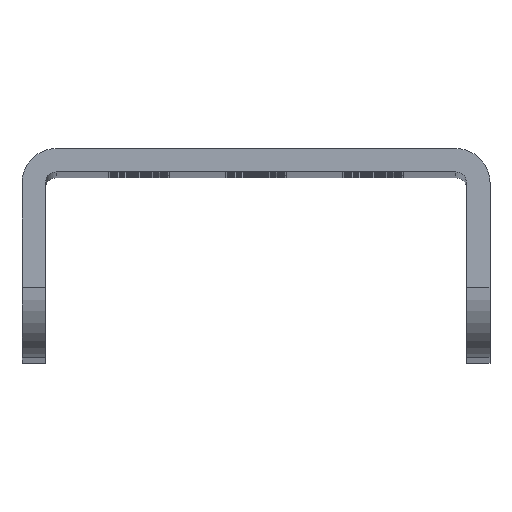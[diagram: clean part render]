
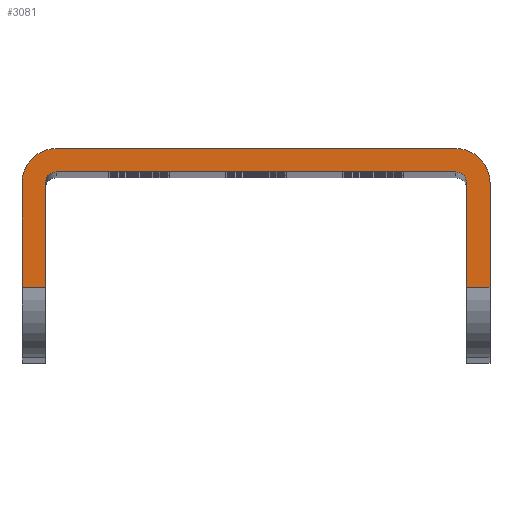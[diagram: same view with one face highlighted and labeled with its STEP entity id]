
A CAD part, top view. The second image highlights one B-rep face of the part: STEP entity #3081.
In plain terms, the highlighted planar face has unit normal (0, 0, 1).
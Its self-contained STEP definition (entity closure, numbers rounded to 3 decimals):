
#604=FACE_OUTER_BOUND('',#767,.T.);
#767=EDGE_LOOP('',(#2406,#2407,#2408,#2409,#2410,#2411,#2412,#2413,#2414,
#2415,#2416,#2417));
#1368=CIRCLE('',#3251,2.34);
#1369=CIRCLE('',#3252,2.34);
#1370=CIRCLE('',#3253,0.74);
#1371=CIRCLE('',#3254,0.74);
#1678=LINE('',#4715,#1710);
#1679=LINE('',#4717,#1711);
#1680=LINE('',#4721,#1712);
#1681=LINE('',#4725,#1713);
#1682=LINE('',#4727,#1714);
#1683=LINE('',#4729,#1715);
#1684=LINE('',#4733,#1716);
#1685=LINE('',#4736,#1717);
#1710=VECTOR('',#3736,1.6);
#1711=VECTOR('',#3737,7.16);
#1712=VECTOR('',#3740,27.32);
#1713=VECTOR('',#3743,7.16);
#1714=VECTOR('',#3744,1.6);
#1715=VECTOR('',#3745,7.16);
#1716=VECTOR('',#3748,27.32);
#1717=VECTOR('',#3751,7.16);
#1746=VERTEX_POINT('',#4713);
#1747=VERTEX_POINT('',#4714);
#1748=VERTEX_POINT('',#4716);
#1749=VERTEX_POINT('',#4718);
#1750=VERTEX_POINT('',#4720);
#1751=VERTEX_POINT('',#4722);
#1752=VERTEX_POINT('',#4724);
#1753=VERTEX_POINT('',#4726);
#1754=VERTEX_POINT('',#4728);
#1755=VERTEX_POINT('',#4730);
#1756=VERTEX_POINT('',#4732);
#1757=VERTEX_POINT('',#4734);
#2068=EDGE_CURVE('',#1746,#1747,#1678,.T.);
#2069=EDGE_CURVE('',#1747,#1748,#1679,.T.);
#2070=EDGE_CURVE('',#1748,#1749,#1368,.T.);
#2071=EDGE_CURVE('',#1749,#1750,#1680,.T.);
#2072=EDGE_CURVE('',#1750,#1751,#1369,.T.);
#2073=EDGE_CURVE('',#1751,#1752,#1681,.T.);
#2074=EDGE_CURVE('',#1752,#1753,#1682,.T.);
#2075=EDGE_CURVE('',#1753,#1754,#1683,.T.);
#2076=EDGE_CURVE('',#1754,#1755,#1370,.T.);
#2077=EDGE_CURVE('',#1755,#1756,#1684,.T.);
#2078=EDGE_CURVE('',#1756,#1757,#1371,.T.);
#2079=EDGE_CURVE('',#1757,#1746,#1685,.T.);
#2406=ORIENTED_EDGE('',*,*,#2068,.T.);
#2407=ORIENTED_EDGE('',*,*,#2069,.T.);
#2408=ORIENTED_EDGE('',*,*,#2070,.T.);
#2409=ORIENTED_EDGE('',*,*,#2071,.T.);
#2410=ORIENTED_EDGE('',*,*,#2072,.T.);
#2411=ORIENTED_EDGE('',*,*,#2073,.T.);
#2412=ORIENTED_EDGE('',*,*,#2074,.T.);
#2413=ORIENTED_EDGE('',*,*,#2075,.T.);
#2414=ORIENTED_EDGE('',*,*,#2076,.T.);
#2415=ORIENTED_EDGE('',*,*,#2077,.T.);
#2416=ORIENTED_EDGE('',*,*,#2078,.T.);
#2417=ORIENTED_EDGE('',*,*,#2079,.T.);
#3071=PLANE('',#3250);
#3081=ADVANCED_FACE('',(#604),#3071,.T.);
#3250=AXIS2_PLACEMENT_3D('',#4712,#3734,#3735);
#3251=AXIS2_PLACEMENT_3D('',#4719,#3738,#3739);
#3252=AXIS2_PLACEMENT_3D('',#4723,#3741,#3742);
#3253=AXIS2_PLACEMENT_3D('',#4731,#3746,#3747);
#3254=AXIS2_PLACEMENT_3D('',#4735,#3749,#3750);
#3734=DIRECTION('center_axis',(0.,0.,1.));
#3735=DIRECTION('ref_axis',(1.,0.,0.));
#3736=DIRECTION('',(1.,0.,0.));
#3737=DIRECTION('',(0.,1.,0.));
#3738=DIRECTION('center_axis',(0.,0.,1.));
#3739=DIRECTION('ref_axis',(1.,0.,0.));
#3740=DIRECTION('',(-1.,0.,0.));
#3741=DIRECTION('center_axis',(0.,0.,1.));
#3742=DIRECTION('ref_axis',(0.,1.,0.));
#3743=DIRECTION('',(0.,-1.,0.));
#3744=DIRECTION('',(1.,0.,0.));
#3745=DIRECTION('',(0.,1.,0.));
#3746=DIRECTION('center_axis',(0.,0.,-1.));
#3747=DIRECTION('ref_axis',(-1.,0.,0.));
#3748=DIRECTION('',(1.,0.,0.));
#3749=DIRECTION('center_axis',(0.,0.,-1.));
#3750=DIRECTION('ref_axis',(0.,1.,0.));
#3751=DIRECTION('',(0.,-1.,0.));
#4712=CARTESIAN_POINT('Origin',(0.,0.,116.));
#4713=CARTESIAN_POINT('',(14.4,-9.5,116.));
#4714=CARTESIAN_POINT('',(16.,-9.5,116.));
#4715=CARTESIAN_POINT('',(14.4,-9.5,116.));
#4716=CARTESIAN_POINT('',(16.,-2.34,116.));
#4717=CARTESIAN_POINT('',(16.,-9.5,116.));
#4718=CARTESIAN_POINT('',(13.66,0.,116.));
#4719=CARTESIAN_POINT('Origin',(13.66,-2.34,116.));
#4720=CARTESIAN_POINT('',(-13.66,0.,116.));
#4721=CARTESIAN_POINT('',(13.66,0.,116.));
#4722=CARTESIAN_POINT('',(-16.,-2.34,116.));
#4723=CARTESIAN_POINT('Origin',(-13.66,-2.34,116.));
#4724=CARTESIAN_POINT('',(-16.,-9.5,116.));
#4725=CARTESIAN_POINT('',(-16.,-2.34,116.));
#4726=CARTESIAN_POINT('',(-14.4,-9.5,116.));
#4727=CARTESIAN_POINT('',(-16.,-9.5,116.));
#4728=CARTESIAN_POINT('',(-14.4,-2.34,116.));
#4729=CARTESIAN_POINT('',(-14.4,-9.5,116.));
#4730=CARTESIAN_POINT('',(-13.66,-1.6,116.));
#4731=CARTESIAN_POINT('Origin',(-13.66,-2.34,116.));
#4732=CARTESIAN_POINT('',(13.66,-1.6,116.));
#4733=CARTESIAN_POINT('',(-13.66,-1.6,116.));
#4734=CARTESIAN_POINT('',(14.4,-2.34,116.));
#4735=CARTESIAN_POINT('Origin',(13.66,-2.34,116.));
#4736=CARTESIAN_POINT('',(14.4,-2.34,116.));
